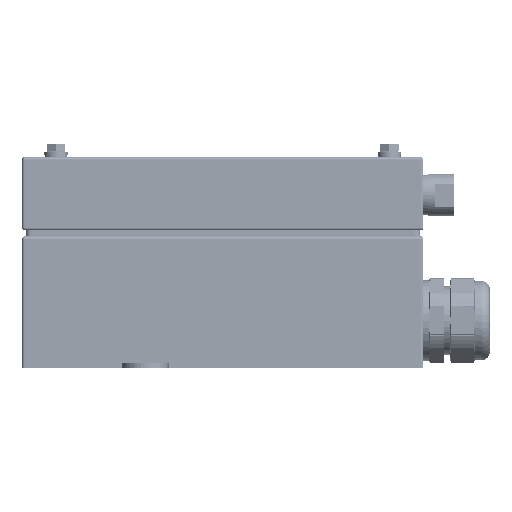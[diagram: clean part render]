
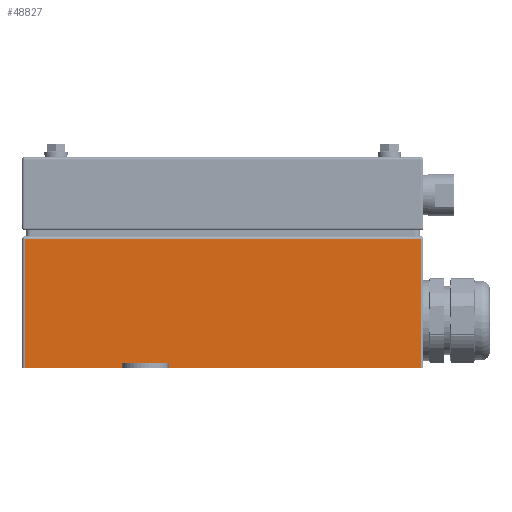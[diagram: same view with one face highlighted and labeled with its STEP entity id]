
A CAD part, left-side view. The second image highlights one B-rep face of the part: STEP entity #48827.
In plain terms, the highlighted planar face has unit normal (-1, 0, 0).
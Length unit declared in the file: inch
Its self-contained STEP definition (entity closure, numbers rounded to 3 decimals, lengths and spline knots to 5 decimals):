
#817 = LINE ( 'NONE', #70683, #28374 ) ;
#1973 = ORIENTED_EDGE ( 'NONE', *, *, #5166, .T. ) ;
#2337 = VERTEX_POINT ( 'NONE', #71841 ) ;
#5166 = EDGE_CURVE ( 'NONE', #2337, #73914, #60837, .T. ) ;
#7982 = EDGE_LOOP ( 'NONE', ( #75965, #1973, #90605, #50520, #11586, #8159, #11861, #73724 ) ) ;
#8159 = ORIENTED_EDGE ( 'NONE', *, *, #85778, .T. ) ;
#8904 = DIRECTION ( 'NONE',  ( 0., 1., 0. ) ) ;
#11586 = ORIENTED_EDGE ( 'NONE', *, *, #51937, .T. ) ;
#11861 = ORIENTED_EDGE ( 'NONE', *, *, #77722, .T. ) ;
#13906 = VECTOR ( 'NONE', #82471, 39.37008 ) ;
#16134 = CARTESIAN_POINT ( 'NONE',  ( -2.125, 2.15, -1.28625 ) ) ;
#16515 = VECTOR ( 'NONE', #53485, 39.37008 ) ;
#16943 = CARTESIAN_POINT ( 'NONE',  ( -2.125, -4.275, -1.40625 ) ) ;
#17252 = EDGE_CURVE ( 'NONE', #73914, #75276, #79959, .T. ) ;
#20071 = VECTOR ( 'NONE', #47141, 39.37008 ) ;
#21857 = CARTESIAN_POINT ( 'NONE',  ( -2.125, -4.275, 1.40625 ) ) ;
#22300 = DIRECTION ( 'NONE',  ( 0., 0., -1. ) ) ;
#23317 = VECTOR ( 'NONE', #8904, 39.37008 ) ;
#28374 = VECTOR ( 'NONE', #84060, 39.37008 ) ;
#28438 = CARTESIAN_POINT ( 'NONE',  ( -2.125, 2.15, -1.40625 ) ) ;
#29344 = CARTESIAN_POINT ( 'NONE',  ( -2.125, 4.215, -1.40625 ) ) ;
#29648 = FACE_OUTER_BOUND ( 'NONE', #7982, .T. ) ;
#29771 = AXIS2_PLACEMENT_3D ( 'NONE', #21857, #49449, #22300 ) ;
#31222 = DIRECTION ( 'NONE',  ( 0., 0., -1. ) ) ;
#33778 = LINE ( 'NONE', #90318, #20071 ) ;
#34992 = CARTESIAN_POINT ( 'NONE',  ( -2.125, 1.15, -1.40625 ) ) ;
#37715 = DIRECTION ( 'NONE',  ( 0., 0., -1. ) ) ;
#39672 = EDGE_CURVE ( 'NONE', #60335, #59373, #817, .T. ) ;
#40267 = VERTEX_POINT ( 'NONE', #75536 ) ;
#43014 = PLANE ( 'NONE',  #29771 ) ;
#45000 = DIRECTION ( 'NONE',  ( 0., -1., 0. ) ) ;
#47141 = DIRECTION ( 'NONE',  ( 0., -1., 0. ) ) ;
#48827 = ADVANCED_FACE ( 'NONE', ( #29648 ), #43014, .F. ) ;
#49449 = DIRECTION ( 'NONE',  ( 1., 0., 0. ) ) ;
#50520 = ORIENTED_EDGE ( 'NONE', *, *, #82078, .F. ) ;
#51937 = EDGE_CURVE ( 'NONE', #40267, #68339, #58129, .T. ) ;
#52405 = LINE ( 'NONE', #16134, #69848 ) ;
#53485 = DIRECTION ( 'NONE',  ( 0., 0., -1. ) ) ;
#53950 = CARTESIAN_POINT ( 'NONE',  ( -2.125, 2.15, -1.28625 ) ) ;
#54387 = CARTESIAN_POINT ( 'NONE',  ( -2.125, 4.215, 1.40625 ) ) ;
#58129 = LINE ( 'NONE', #53950, #13906 ) ;
#59373 = VERTEX_POINT ( 'NONE', #59908 ) ;
#59908 = CARTESIAN_POINT ( 'NONE',  ( -2.125, -4.215, 1.34625 ) ) ;
#60335 = VERTEX_POINT ( 'NONE', #68198 ) ;
#60647 = LINE ( 'NONE', #61107, #74511 ) ;
#60837 = LINE ( 'NONE', #54387, #16515 ) ;
#61107 = CARTESIAN_POINT ( 'NONE',  ( -2.125, 1.15, -1.28625 ) ) ;
#64528 = LINE ( 'NONE', #80152, #23317 ) ;
#68198 = CARTESIAN_POINT ( 'NONE',  ( -2.125, -4.215, -1.40625 ) ) ;
#68339 = VERTEX_POINT ( 'NONE', #71176 ) ;
#69848 = VECTOR ( 'NONE', #37715, 39.37008 ) ;
#70683 = CARTESIAN_POINT ( 'NONE',  ( -2.125, -4.215, 1.40625 ) ) ;
#71176 = CARTESIAN_POINT ( 'NONE',  ( -2.125, 1.15, -1.28625 ) ) ;
#71841 = CARTESIAN_POINT ( 'NONE',  ( -2.125, 4.215, 1.34625 ) ) ;
#73724 = ORIENTED_EDGE ( 'NONE', *, *, #39672, .T. ) ;
#73914 = VERTEX_POINT ( 'NONE', #29344 ) ;
#74511 = VECTOR ( 'NONE', #31222, 39.37008 ) ;
#75276 = VERTEX_POINT ( 'NONE', #28438 ) ;
#75536 = CARTESIAN_POINT ( 'NONE',  ( -2.125, 2.15, -1.28625 ) ) ;
#75965 = ORIENTED_EDGE ( 'NONE', *, *, #89631, .T. ) ;
#77722 = EDGE_CURVE ( 'NONE', #80695, #60335, #33778, .T. ) ;
#79959 = LINE ( 'NONE', #16943, #82482 ) ;
#80152 = CARTESIAN_POINT ( 'NONE',  ( -2.125, -4.275, 1.34625 ) ) ;
#80695 = VERTEX_POINT ( 'NONE', #34992 ) ;
#82078 = EDGE_CURVE ( 'NONE', #40267, #75276, #52405, .T. ) ;
#82471 = DIRECTION ( 'NONE',  ( 0., -1., 0. ) ) ;
#82482 = VECTOR ( 'NONE', #45000, 39.37008 ) ;
#84060 = DIRECTION ( 'NONE',  ( 0., 0., 1. ) ) ;
#85778 = EDGE_CURVE ( 'NONE', #68339, #80695, #60647, .T. ) ;
#89631 = EDGE_CURVE ( 'NONE', #59373, #2337, #64528, .T. ) ;
#90318 = CARTESIAN_POINT ( 'NONE',  ( -2.125, -4.275, -1.40625 ) ) ;
#90605 = ORIENTED_EDGE ( 'NONE', *, *, #17252, .T. ) ;
